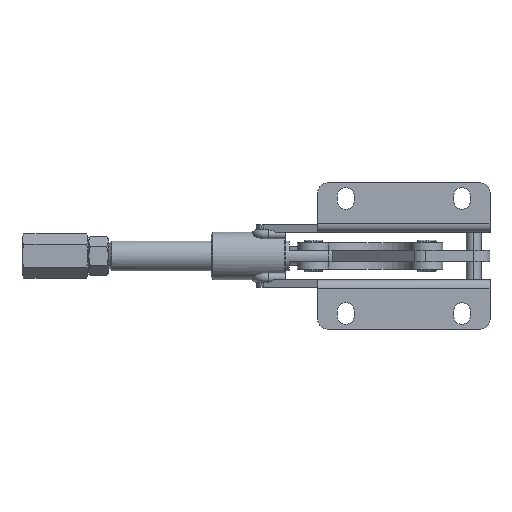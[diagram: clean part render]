
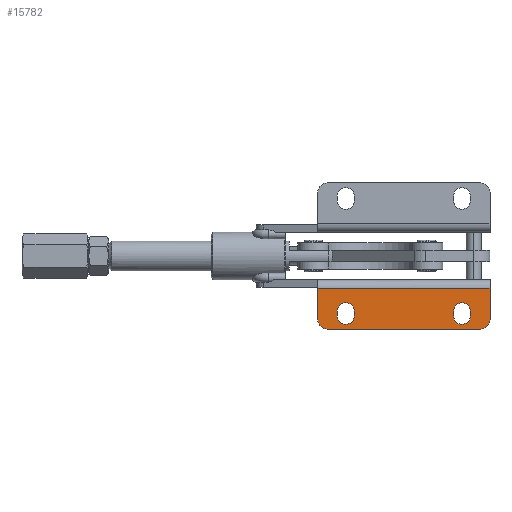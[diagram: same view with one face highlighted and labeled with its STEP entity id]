
A CAD part, front view. The second image highlights one B-rep face of the part: STEP entity #15782.
In plain terms, the highlighted planar face has unit normal (0, -1, 0).
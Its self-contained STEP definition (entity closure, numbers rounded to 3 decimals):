
#266 = AXIS2_PLACEMENT_3D ( 'NONE', #7432, #7430, #7436 ) ;
#1422 = EDGE_CURVE ( 'NONE', #5438, #5472, #20659, .T. ) ;
#1424 = EDGE_CURVE ( 'NONE', #5440, #5444, #20662, .T. ) ;
#1425 = EDGE_CURVE ( 'NONE', #5476, #5440, #20660, .T. ) ;
#1426 = EDGE_CURVE ( 'NONE', #5498, #5476, #20664, .T. ) ;
#1427 = EDGE_CURVE ( 'NONE', #5444, #5538, #20665, .T. ) ;
#1428 = EDGE_CURVE ( 'NONE', #5432, #5436, #20667, .T. ) ;
#1429 = EDGE_CURVE ( 'NONE', #5434, #5432, #20668, .T. ) ;
#1430 = EDGE_CURVE ( 'NONE', #5485, #5434, #20670, .T. ) ;
#1431 = EDGE_CURVE ( 'NONE', #5436, #5491, #20671, .T. ) ;
#1432 = EDGE_CURVE ( 'NONE', #5438, #5515, #20673, .T. ) ;
#1433 = EDGE_CURVE ( 'NONE', #5515, #17441, #20674, .T. ) ;
#1434 = EDGE_CURVE ( 'NONE', #17441, #17443, #20678, .T. ) ;
#1435 = EDGE_CURVE ( 'NONE', #17443, #17442, #20679, .T. ) ;
#1436 = EDGE_CURVE ( 'NONE', #17442, #5472, #20681, .T. ) ;
#3054 = EDGE_LOOP ( 'NONE', ( #6097, #6098, #6099, #6100, #6101 ) ) ;
#3499 = CARTESIAN_POINT ( 'NONE',  ( 10.5, -4., -19.25 ) ) ;
#3502 = CARTESIAN_POINT ( 'NONE',  ( 10.5, -4., -16.75 ) ) ;
#3504 = CARTESIAN_POINT ( 'NONE',  ( 0., -4., -4.5 ) ) ;
#3505 = CARTESIAN_POINT ( 'NONE',  ( 19.5, -4., -19.25 ) ) ;
#3508 = CARTESIAN_POINT ( 'NONE',  ( 72.5, -4., -19.25 ) ) ;
#3553 = CARTESIAN_POINT ( 'NONE',  ( 81.5, -4., -19.25 ) ) ;
#4558 = EDGE_LOOP ( 'NONE', ( #6107, #6108, #6109, #6110, #6111, #6112 ) ) ;
#5432 = VERTEX_POINT ( 'NONE', #3499 ) ;
#5434 = VERTEX_POINT ( 'NONE', #3502 ) ;
#5436 = VERTEX_POINT ( 'NONE', #3505 ) ;
#5438 = VERTEX_POINT ( 'NONE', #3504 ) ;
#5440 = VERTEX_POINT ( 'NONE', #3508 ) ;
#5444 = VERTEX_POINT ( 'NONE', #3553 ) ;
#5472 = VERTEX_POINT ( 'NONE', #18065 ) ;
#5476 = VERTEX_POINT ( 'NONE', #18067 ) ;
#5485 = VERTEX_POINT ( 'NONE', #18106 ) ;
#5491 = VERTEX_POINT ( 'NONE', #18130 ) ;
#5498 = VERTEX_POINT ( 'NONE', #18173 ) ;
#5515 = VERTEX_POINT ( 'NONE', #18238 ) ;
#5538 = VERTEX_POINT ( 'NONE', #18293 ) ;
#5716 = AXIS2_PLACEMENT_3D ( 'NONE', #22321, #22322, #22323 ) ;
#5717 = AXIS2_PLACEMENT_3D ( 'NONE', #22326, #22327, #22328 ) ;
#5718 = AXIS2_PLACEMENT_3D ( 'NONE', #22331, #22332, #22333 ) ;
#5719 = AXIS2_PLACEMENT_3D ( 'NONE', #22337, #22338, #22339 ) ;
#5720 = AXIS2_PLACEMENT_3D ( 'NONE', #22345, #22346, #22347 ) ;
#5721 = AXIS2_PLACEMENT_3D ( 'NONE', #22349, #22350, #22351 ) ;
#6097 = ORIENTED_EDGE ( 'NONE', *, *, #1424, .F. ) ;
#6098 = ORIENTED_EDGE ( 'NONE', *, *, #1425, .F. ) ;
#6099 = ORIENTED_EDGE ( 'NONE', *, *, #1426, .F. ) ;
#6100 = ORIENTED_EDGE ( 'NONE', *, *, #23142, .F. ) ;
#6101 = ORIENTED_EDGE ( 'NONE', *, *, #1427, .F. ) ;
#6102 = ORIENTED_EDGE ( 'NONE', *, *, #1428, .F. ) ;
#6103 = ORIENTED_EDGE ( 'NONE', *, *, #1429, .F. ) ;
#6104 = ORIENTED_EDGE ( 'NONE', *, *, #1430, .F. ) ;
#6105 = ORIENTED_EDGE ( 'NONE', *, *, #23145, .F. ) ;
#6106 = ORIENTED_EDGE ( 'NONE', *, *, #1431, .F. ) ;
#6107 = ORIENTED_EDGE ( 'NONE', *, *, #1422, .F. ) ;
#6108 = ORIENTED_EDGE ( 'NONE', *, *, #1432, .T. ) ;
#6109 = ORIENTED_EDGE ( 'NONE', *, *, #1433, .T. ) ;
#6110 = ORIENTED_EDGE ( 'NONE', *, *, #1434, .T. ) ;
#6111 = ORIENTED_EDGE ( 'NONE', *, *, #1435, .T. ) ;
#6112 = ORIENTED_EDGE ( 'NONE', *, *, #1436, .T. ) ;
#7430 = DIRECTION ( 'NONE',  ( 0., 1., 0. ) ) ;
#7432 = CARTESIAN_POINT ( 'NONE',  ( 87., -4., -21.25 ) ) ;
#7434 = PLANE ( 'NONE',  #266 ) ;
#7436 = DIRECTION ( 'NONE',  ( 0., 0., 1. ) ) ;
#15782 = ADVANCED_FACE ( 'NONE', ( #21283, #21289, #21285 ), #7434, .F. ) ;
#16858 = EDGE_LOOP ( 'NONE', ( #6102, #6103, #6104, #6105, #6106 ) ) ;
#17441 = VERTEX_POINT ( 'NONE', #23162 ) ;
#17442 = VERTEX_POINT ( 'NONE', #23166 ) ;
#17443 = VERTEX_POINT ( 'NONE', #23163 ) ;
#18065 = CARTESIAN_POINT ( 'NONE',  ( 92., -4., -4.5 ) ) ;
#18067 = CARTESIAN_POINT ( 'NONE',  ( 72.5, -4., -16.75 ) ) ;
#18106 = CARTESIAN_POINT ( 'NONE',  ( 15., -4., -12.25 ) ) ;
#18130 = CARTESIAN_POINT ( 'NONE',  ( 19.5, -4., -16.75 ) ) ;
#18173 = CARTESIAN_POINT ( 'NONE',  ( 77., -4., -12.25 ) ) ;
#18238 = CARTESIAN_POINT ( 'NONE',  ( 0., -4., -21.25 ) ) ;
#18293 = CARTESIAN_POINT ( 'NONE',  ( 81.5, -4., -16.75 ) ) ;
#20659 = LINE ( 'NONE', #22309, #20661 ) ;
#20660 = LINE ( 'NONE', #22320, #20666 ) ;
#20661 = VECTOR ( 'NONE', #22310, 1000. ) ;
#20662 = CIRCLE ( 'NONE', #5716, 4.5 ) ;
#20664 = CIRCLE ( 'NONE', #5717, 4.5 ) ;
#20665 = LINE ( 'NONE', #22325, #20669 ) ;
#20666 = VECTOR ( 'NONE', #22318, 1000. ) ;
#20667 = CIRCLE ( 'NONE', #5718, 4.5 ) ;
#20668 = LINE ( 'NONE', #22330, #20672 ) ;
#20669 = VECTOR ( 'NONE', #22324, 1000. ) ;
#20670 = CIRCLE ( 'NONE', #5719, 4.5 ) ;
#20671 = LINE ( 'NONE', #22336, #20675 ) ;
#20672 = VECTOR ( 'NONE', #22329, 1000. ) ;
#20673 = LINE ( 'NONE', #22335, #20677 ) ;
#20674 = CIRCLE ( 'NONE', #5720, 5. ) ;
#20675 = VECTOR ( 'NONE', #22334, 1000. ) ;
#20677 = VECTOR ( 'NONE', #22341, 1000. ) ;
#20678 = LINE ( 'NONE', #22342, #20680 ) ;
#20679 = CIRCLE ( 'NONE', #5721, 5. ) ;
#20680 = VECTOR ( 'NONE', #22340, 1000. ) ;
#20681 = LINE ( 'NONE', #22343, #20683 ) ;
#20683 = VECTOR ( 'NONE', #22344, 1000. ) ;
#21283 = FACE_BOUND ( 'NONE', #3054, .T. ) ;
#21285 = FACE_OUTER_BOUND ( 'NONE', #4558, .T. ) ;
#21289 = FACE_BOUND ( 'NONE', #16858, .T. ) ;
#22309 = CARTESIAN_POINT ( 'NONE',  ( 87., -4., -4.5 ) ) ;
#22310 = DIRECTION ( 'NONE',  ( 1., 0., 0. ) ) ;
#22318 = DIRECTION ( 'NONE',  ( 0., 0., -1. ) ) ;
#22320 = CARTESIAN_POINT ( 'NONE',  ( 72.5, -4., -19.25 ) ) ;
#22321 = CARTESIAN_POINT ( 'NONE',  ( 77., -4., -19.25 ) ) ;
#22322 = DIRECTION ( 'NONE',  ( 0., -1., 0. ) ) ;
#22323 = DIRECTION ( 'NONE',  ( 0., 0., -1. ) ) ;
#22324 = DIRECTION ( 'NONE',  ( 0., 0., 1. ) ) ;
#22325 = CARTESIAN_POINT ( 'NONE',  ( 81.5, -4., -19.25 ) ) ;
#22326 = CARTESIAN_POINT ( 'NONE',  ( 77., -4., -16.75 ) ) ;
#22327 = DIRECTION ( 'NONE',  ( 0., -1., 0. ) ) ;
#22328 = DIRECTION ( 'NONE',  ( 0., 0., -1. ) ) ;
#22329 = DIRECTION ( 'NONE',  ( 0., 0., -1. ) ) ;
#22330 = CARTESIAN_POINT ( 'NONE',  ( 10.5, -4., -19.25 ) ) ;
#22331 = CARTESIAN_POINT ( 'NONE',  ( 15., -4., -19.25 ) ) ;
#22332 = DIRECTION ( 'NONE',  ( 0., -1., 0. ) ) ;
#22333 = DIRECTION ( 'NONE',  ( 0., 0., -1. ) ) ;
#22334 = DIRECTION ( 'NONE',  ( 0., 0., 1. ) ) ;
#22335 = CARTESIAN_POINT ( 'NONE',  ( 0., -4., -21.25 ) ) ;
#22336 = CARTESIAN_POINT ( 'NONE',  ( 19.5, -4., -19.25 ) ) ;
#22337 = CARTESIAN_POINT ( 'NONE',  ( 15., -4., -16.75 ) ) ;
#22338 = DIRECTION ( 'NONE',  ( 0., -1., 0. ) ) ;
#22339 = DIRECTION ( 'NONE',  ( 0., 0., -1. ) ) ;
#22340 = DIRECTION ( 'NONE',  ( 1., 0., 0. ) ) ;
#22341 = DIRECTION ( 'NONE',  ( 0., 0., -1. ) ) ;
#22342 = CARTESIAN_POINT ( 'NONE',  ( 87., -4., -26.25 ) ) ;
#22343 = CARTESIAN_POINT ( 'NONE',  ( 92., -4., -4. ) ) ;
#22344 = DIRECTION ( 'NONE',  ( 0., 0., 1. ) ) ;
#22345 = CARTESIAN_POINT ( 'NONE',  ( 5., -4., -21.25 ) ) ;
#22346 = DIRECTION ( 'NONE',  ( 0., -1., 0. ) ) ;
#22347 = DIRECTION ( 'NONE',  ( 0., 0., 1. ) ) ;
#22349 = CARTESIAN_POINT ( 'NONE',  ( 87., -4., -21.25 ) ) ;
#22350 = DIRECTION ( 'NONE',  ( 0., -1., 0. ) ) ;
#22351 = DIRECTION ( 'NONE',  ( 0., 0., 1. ) ) ;
#22621 = AXIS2_PLACEMENT_3D ( 'NONE', #25343, #25344, #25345 ) ;
#22623 = AXIS2_PLACEMENT_3D ( 'NONE', #25353, #25354, #25355 ) ;
#23142 = EDGE_CURVE ( 'NONE', #5538, #5498, #25602, .T. ) ;
#23145 = EDGE_CURVE ( 'NONE', #5491, #5485, #25620, .T. ) ;
#23162 = CARTESIAN_POINT ( 'NONE',  ( 5., -4., -26.25 ) ) ;
#23163 = CARTESIAN_POINT ( 'NONE',  ( 87., -4., -26.25 ) ) ;
#23166 = CARTESIAN_POINT ( 'NONE',  ( 92., -4., -21.25 ) ) ;
#25343 = CARTESIAN_POINT ( 'NONE',  ( 77., -4., -16.75 ) ) ;
#25344 = DIRECTION ( 'NONE',  ( 0., -1., 0. ) ) ;
#25345 = DIRECTION ( 'NONE',  ( 0., 0., -1. ) ) ;
#25353 = CARTESIAN_POINT ( 'NONE',  ( 15., -4., -16.75 ) ) ;
#25354 = DIRECTION ( 'NONE',  ( 0., -1., 0. ) ) ;
#25355 = DIRECTION ( 'NONE',  ( 0., 0., -1. ) ) ;
#25602 = CIRCLE ( 'NONE', #22621, 4.5 ) ;
#25620 = CIRCLE ( 'NONE', #22623, 4.5 ) ;
